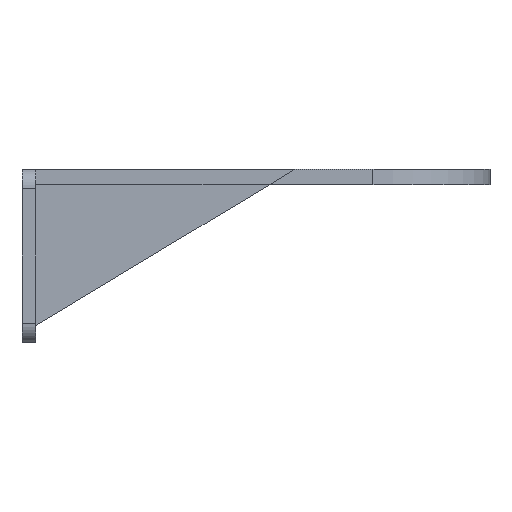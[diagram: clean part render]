
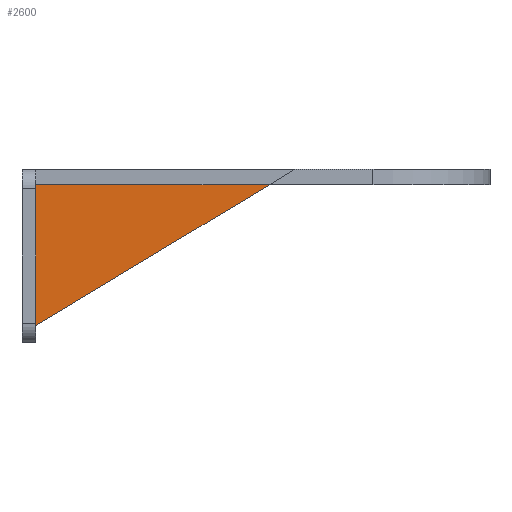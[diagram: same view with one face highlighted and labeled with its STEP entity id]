
A CAD part, left-side view. The second image highlights one B-rep face of the part: STEP entity #2600.
In plain terms, the highlighted planar face has unit normal (-1, 0, 0).
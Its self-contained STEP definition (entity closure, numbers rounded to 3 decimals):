
#1049 = PLANE('',#1050);
#1050 = AXIS2_PLACEMENT_3D('',#1051,#1052,#1053);
#1051 = CARTESIAN_POINT('',(0.,-3.5,-0.018));
#1052 = DIRECTION('',(0.,1.,0.));
#1053 = DIRECTION('',(0.,0.,1.));
#2165 = VERTEX_POINT('',#2166);
#2166 = CARTESIAN_POINT('',(-95.,-3.5,18.225));
#2180 = PLANE('',#2181);
#2181 = AXIS2_PLACEMENT_3D('',#2182,#2183,#2184);
#2182 = CARTESIAN_POINT('',(-95.,-120.,18.225));
#2183 = DIRECTION('',(1.,0.,0.));
#2184 = DIRECTION('',(0.,0.,1.));
#2192 = EDGE_CURVE('',#2165,#2193,#2195,.T.);
#2193 = VERTEX_POINT('',#2194);
#2194 = CARTESIAN_POINT('',(-95.,-3.5,-17.889));
#2195 = SURFACE_CURVE('',#2196,(#2200,#2207),.PCURVE_S1.);
#2196 = LINE('',#2197,#2198);
#2197 = CARTESIAN_POINT('',(-95.,-3.5,4.357));
#2198 = VECTOR('',#2199,1.);
#2199 = DIRECTION('',(0.,0.,-1.));
#2200 = PCURVE('',#1049,#2201);
#2201 = DEFINITIONAL_REPRESENTATION('',(#2202),#2206);
#2202 = LINE('',#2203,#2204);
#2203 = CARTESIAN_POINT('',(4.374,-95.));
#2204 = VECTOR('',#2205,1.);
#2205 = DIRECTION('',(-1.,0.));
#2206 = ( GEOMETRIC_REPRESENTATION_CONTEXT(2) 
PARAMETRIC_REPRESENTATION_CONTEXT() REPRESENTATION_CONTEXT('2D SPACE',''
  ) );
#2207 = PCURVE('',#2208,#2213);
#2208 = PLANE('',#2209);
#2209 = AXIS2_PLACEMENT_3D('',#2210,#2211,#2212);
#2210 = CARTESIAN_POINT('',(-95.,-27.381,8.731));
#2211 = DIRECTION('',(-1.,-0.,-0.));
#2212 = DIRECTION('',(0.,0.,-1.));
#2213 = DEFINITIONAL_REPRESENTATION('',(#2214),#2218);
#2214 = LINE('',#2215,#2216);
#2215 = CARTESIAN_POINT('',(4.374,-23.881));
#2216 = VECTOR('',#2217,1.);
#2217 = DIRECTION('',(1.,0.));
#2218 = ( GEOMETRIC_REPRESENTATION_CONTEXT(2) 
PARAMETRIC_REPRESENTATION_CONTEXT() REPRESENTATION_CONTEXT('2D SPACE',''
  ) );
#2236 = PLANE('',#2237);
#2237 = AXIS2_PLACEMENT_3D('',#2238,#2239,#2240);
#2238 = CARTESIAN_POINT('',(-92.,-70.,22.225));
#2239 = DIRECTION('',(0.,0.517,0.856));
#2240 = DIRECTION('',(0.,-0.856,0.517));
#2443 = VERTEX_POINT('',#2444);
#2444 = CARTESIAN_POINT('',(-95.,-63.369,18.225));
#2579 = EDGE_CURVE('',#2443,#2193,#2580,.T.);
#2580 = SURFACE_CURVE('',#2581,(#2585,#2592),.PCURVE_S1.);
#2581 = LINE('',#2582,#2583);
#2582 = CARTESIAN_POINT('',(-95.,-70.,22.225));
#2583 = VECTOR('',#2584,1.);
#2584 = DIRECTION('',(0.,0.856,-0.517));
#2585 = PCURVE('',#2236,#2586);
#2586 = DEFINITIONAL_REPRESENTATION('',(#2587),#2591);
#2587 = LINE('',#2588,#2589);
#2588 = CARTESIAN_POINT('',(-0.,-3.));
#2589 = VECTOR('',#2590,1.);
#2590 = DIRECTION('',(-1.,0.));
#2591 = ( GEOMETRIC_REPRESENTATION_CONTEXT(2) 
PARAMETRIC_REPRESENTATION_CONTEXT() REPRESENTATION_CONTEXT('2D SPACE',''
  ) );
#2592 = PCURVE('',#2208,#2593);
#2593 = DEFINITIONAL_REPRESENTATION('',(#2594),#2598);
#2594 = LINE('',#2595,#2596);
#2595 = CARTESIAN_POINT('',(-13.494,42.619));
#2596 = VECTOR('',#2597,1.);
#2597 = DIRECTION('',(0.517,-0.856));
#2598 = ( GEOMETRIC_REPRESENTATION_CONTEXT(2) 
PARAMETRIC_REPRESENTATION_CONTEXT() REPRESENTATION_CONTEXT('2D SPACE',''
  ) );
#2600 = ADVANCED_FACE('',(#2601),#2208,.T.);
#2601 = FACE_BOUND('',#2602,.F.);
#2602 = EDGE_LOOP('',(#2603,#2604,#2605));
#2603 = ORIENTED_EDGE('',*,*,#2579,.T.);
#2604 = ORIENTED_EDGE('',*,*,#2192,.F.);
#2605 = ORIENTED_EDGE('',*,*,#2606,.F.);
#2606 = EDGE_CURVE('',#2443,#2165,#2607,.T.);
#2607 = SURFACE_CURVE('',#2608,(#2612,#2619),.PCURVE_S1.);
#2608 = LINE('',#2609,#2610);
#2609 = CARTESIAN_POINT('',(-95.,-120.,18.225));
#2610 = VECTOR('',#2611,1.);
#2611 = DIRECTION('',(0.,1.,0.));
#2612 = PCURVE('',#2208,#2613);
#2613 = DEFINITIONAL_REPRESENTATION('',(#2614),#2618);
#2614 = LINE('',#2615,#2616);
#2615 = CARTESIAN_POINT('',(-9.494,92.619));
#2616 = VECTOR('',#2617,1.);
#2617 = DIRECTION('',(0.,-1.));
#2618 = ( GEOMETRIC_REPRESENTATION_CONTEXT(2) 
PARAMETRIC_REPRESENTATION_CONTEXT() REPRESENTATION_CONTEXT('2D SPACE',''
  ) );
#2619 = PCURVE('',#2180,#2620);
#2620 = DEFINITIONAL_REPRESENTATION('',(#2621),#2625);
#2621 = LINE('',#2622,#2623);
#2622 = CARTESIAN_POINT('',(0.,0.));
#2623 = VECTOR('',#2624,1.);
#2624 = DIRECTION('',(0.,-1.));
#2625 = ( GEOMETRIC_REPRESENTATION_CONTEXT(2) 
PARAMETRIC_REPRESENTATION_CONTEXT() REPRESENTATION_CONTEXT('2D SPACE',''
  ) );
